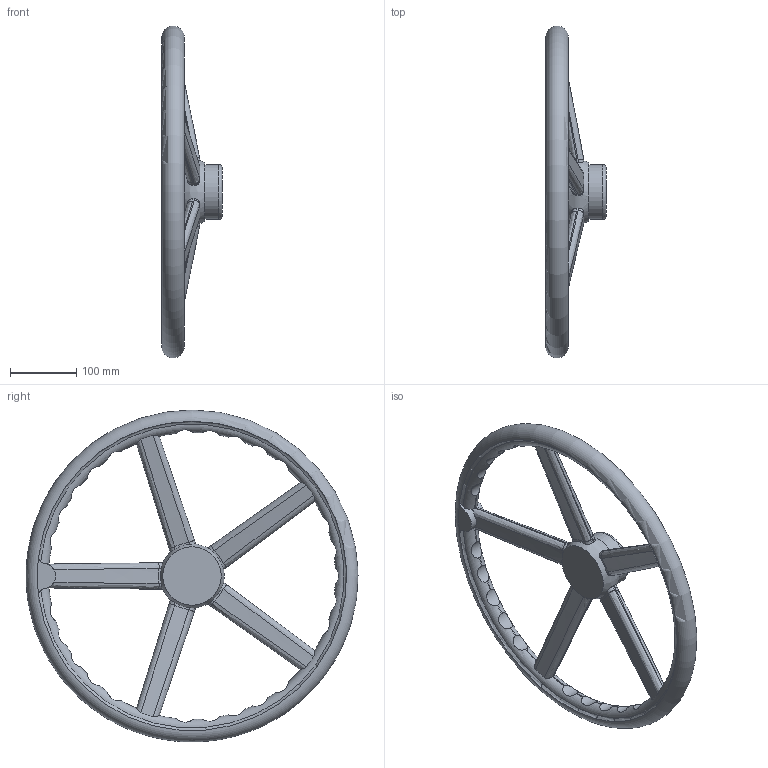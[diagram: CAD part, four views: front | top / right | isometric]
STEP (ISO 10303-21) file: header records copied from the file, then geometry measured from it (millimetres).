
FILE_DESCRIPTION(/* description */ (''),/* implementation_level */ '2;1');
FILE_NAME(/* name */ 'PN500',/* time_stamp */ '2012-11-23T17:35:15+08:00',/* author */ (''),/* organization */ (''),/* preprocessor_version */ 'ST-DEVELOPER v9',/* originating_system */ 'UGS - NX 4.0',/* authorisation */ '');
FILE_SCHEMA (('CONFIG_CONTROL_DESIGN'));
Length unit declared in the file: millimetre
Products named in the file (1): AdmiBEADxpak
Bounding box: 91 x 499.99 x 499.99 mm (x, y, z)
Volume: 2112516.8 mm3; surface area: 263015.8 mm2
Topology: 1 solids, 1 shells, 144 faces, 435 edges, 288 vertices
Faces by surface type: cylinder 62, bspline 41, torus 16, plane 15, cone 10
Full cylindrical faces by diameter (mm): 82 x1
Entity records: 6483 total; most frequent: CARTESIAN_POINT 3097, ORIENTED_EDGE 850, DIRECTION 482, EDGE_CURVE 425, VERTEX_POINT 284, B_SPLINE_CURVE_WITH_KNOTS 256, AXIS2_PLACEMENT_3D 209, EDGE_LOOP 155
